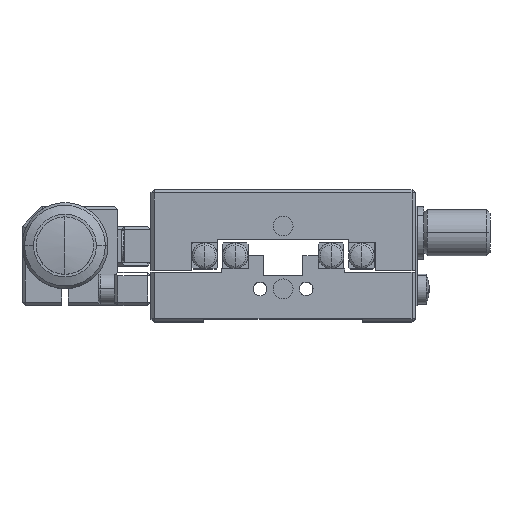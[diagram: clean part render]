
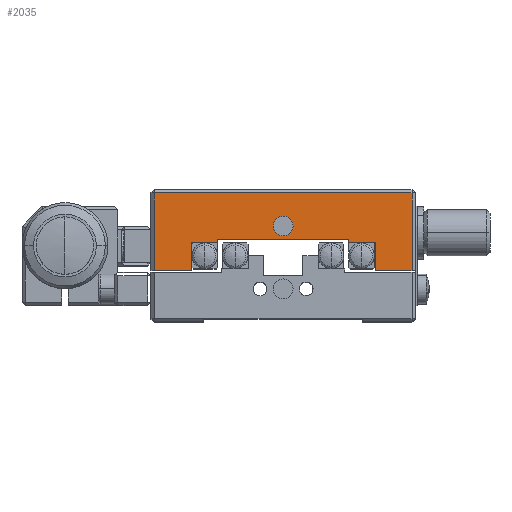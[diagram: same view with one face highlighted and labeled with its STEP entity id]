
A CAD part, top view. The second image highlights one B-rep face of the part: STEP entity #2035.
In plain terms, the highlighted planar face has unit normal (0, 0, 1).
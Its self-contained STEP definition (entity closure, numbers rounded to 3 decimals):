
#184 = DIRECTION ( 'NONE',  ( 0., -1., 0. ) ) ;
#257 = LINE ( 'NONE', #15688, #19711 ) ;
#491 = ORIENTED_EDGE ( 'NONE', *, *, #4163, .F. ) ;
#945 = CARTESIAN_POINT ( 'NONE',  ( -19.997, -3.152, 71.3 ) ) ;
#968 = VERTEX_POINT ( 'NONE', #8679 ) ;
#1042 = EDGE_LOOP ( 'NONE', ( #10795, #21293, #4634, #15295, #14244, #491, #5432, #7048, #11302, #10248, #7205, #14850 ) ) ;
#1282 = VERTEX_POINT ( 'NONE', #16455 ) ;
#1389 = CARTESIAN_POINT ( 'NONE',  ( -14.297, 1.048, 71.3 ) ) ;
#1432 = LINE ( 'NONE', #19769, #4817 ) ;
#1710 = DIRECTION ( 'NONE',  ( -1., 0., 0. ) ) ;
#1825 = DIRECTION ( 'NONE',  ( 1., 0., 0. ) ) ;
#1874 = CARTESIAN_POINT ( 'NONE',  ( 19.003, -3.152, 71.3 ) ) ;
#2035 = ADVANCED_FACE ( 'NONE', ( #15804, #17753 ), #5655, .T. ) ;
#2294 = LINE ( 'NONE', #20713, #13880 ) ;
#2365 = DIRECTION ( 'NONE',  ( 0., 0., 1. ) ) ;
#2424 = LINE ( 'NONE', #20256, #2696 ) ;
#2696 = VECTOR ( 'NONE', #11358, 1000. ) ;
#3109 = CIRCLE ( 'NONE', #3877, 1.5 ) ;
#3595 = CARTESIAN_POINT ( 'NONE',  ( 19.503, 8.548, 71.3 ) ) ;
#3670 = DIRECTION ( 'NONE',  ( 0., 1., 0. ) ) ;
#3877 = AXIS2_PLACEMENT_3D ( 'NONE', #20735, #13507, #11770 ) ;
#4016 = EDGE_CURVE ( 'NONE', #6226, #18388, #6366, .T. ) ;
#4089 = CARTESIAN_POINT ( 'NONE',  ( 19.003, -3.152, 71.3 ) ) ;
#4163 = EDGE_CURVE ( 'NONE', #4402, #18870, #19149, .T. ) ;
#4402 = VERTEX_POINT ( 'NONE', #1389 ) ;
#4634 = ORIENTED_EDGE ( 'NONE', *, *, #4016, .T. ) ;
#4817 = VECTOR ( 'NONE', #21566, 1000. ) ;
#4866 = DIRECTION ( 'NONE',  ( -1., 0., 0. ) ) ;
#4896 = VERTEX_POINT ( 'NONE', #22630 ) ;
#4989 = CARTESIAN_POINT ( 'NONE',  ( 13.503, 1.048, 71.3 ) ) ;
#5255 = VERTEX_POINT ( 'NONE', #22218 ) ;
#5265 = EDGE_CURVE ( 'NONE', #6448, #10968, #9801, .T. ) ;
#5300 = CARTESIAN_POINT ( 'NONE',  ( -10.397, 1.048, 71.3 ) ) ;
#5432 = ORIENTED_EDGE ( 'NONE', *, *, #11165, .F. ) ;
#5655 = PLANE ( 'NONE',  #13781 ) ;
#5733 = CARTESIAN_POINT ( 'NONE',  ( 13.503, 1.048, 71.3 ) ) ;
#5736 = VECTOR ( 'NONE', #184, 1000. ) ;
#5767 = CARTESIAN_POINT ( 'NONE',  ( -19.997, 8.548, 71.3 ) ) ;
#5819 = VECTOR ( 'NONE', #20486, 1000. ) ;
#6101 = EDGE_CURVE ( 'NONE', #1282, #22984, #2424, .T. ) ;
#6226 = VERTEX_POINT ( 'NONE', #20638 ) ;
#6265 = ORIENTED_EDGE ( 'NONE', *, *, #22318, .T. ) ;
#6366 = LINE ( 'NONE', #3595, #7522 ) ;
#6448 = VERTEX_POINT ( 'NONE', #22581 ) ;
#6822 = DIRECTION ( 'NONE',  ( 0., -1., 0. ) ) ;
#7048 = ORIENTED_EDGE ( 'NONE', *, *, #6101, .F. ) ;
#7205 = ORIENTED_EDGE ( 'NONE', *, *, #15053, .F. ) ;
#7265 = DIRECTION ( 'NONE',  ( 0., 0., -1. ) ) ;
#7407 = CARTESIAN_POINT ( 'NONE',  ( 19.503, -3.152, 71.3 ) ) ;
#7522 = VECTOR ( 'NONE', #1710, 1000. ) ;
#8151 = VERTEX_POINT ( 'NONE', #8970 ) ;
#8679 = CARTESIAN_POINT ( 'NONE',  ( -1.997, 3.548, 71.3 ) ) ;
#8970 = CARTESIAN_POINT ( 'NONE',  ( 13.503, 1.048, 71.3 ) ) ;
#9455 = EDGE_CURVE ( 'NONE', #10968, #6226, #10741, .T. ) ;
#9559 = VECTOR ( 'NONE', #6822, 1000. ) ;
#9801 = LINE ( 'NONE', #22072, #5819 ) ;
#10012 = AXIS2_PLACEMENT_3D ( 'NONE', #14474, #7265, #16444 ) ;
#10248 = ORIENTED_EDGE ( 'NONE', *, *, #11123, .T. ) ;
#10741 = LINE ( 'NONE', #1874, #12700 ) ;
#10795 = ORIENTED_EDGE ( 'NONE', *, *, #5265, .T. ) ;
#10968 = VERTEX_POINT ( 'NONE', #4089 ) ;
#11123 = EDGE_CURVE ( 'NONE', #12865, #4896, #18793, .T. ) ;
#11165 = EDGE_CURVE ( 'NONE', #22984, #4402, #17119, .T. ) ;
#11302 = ORIENTED_EDGE ( 'NONE', *, *, #16429, .F. ) ;
#11306 = EDGE_CURVE ( 'NONE', #5255, #968, #22448, .T. ) ;
#11358 = DIRECTION ( 'NONE',  ( 0., -1., 0. ) ) ;
#11644 = VECTOR ( 'NONE', #1825, 1000. ) ;
#11770 = DIRECTION ( 'NONE',  ( -1., 0., 0. ) ) ;
#12259 = LINE ( 'NONE', #5733, #5736 ) ;
#12342 = CARTESIAN_POINT ( 'NONE',  ( 9.403, 1.548, 71.3 ) ) ;
#12700 = VECTOR ( 'NONE', #3670, 1000. ) ;
#12865 = VERTEX_POINT ( 'NONE', #12342 ) ;
#13360 = EDGE_LOOP ( 'NONE', ( #22562, #6265 ) ) ;
#13406 = DIRECTION ( 'NONE',  ( 0., -1., 0. ) ) ;
#13507 = DIRECTION ( 'NONE',  ( 0., 0., -1. ) ) ;
#13781 = AXIS2_PLACEMENT_3D ( 'NONE', #7407, #2365, #18217 ) ;
#13880 = VECTOR ( 'NONE', #13406, 1000. ) ;
#14084 = DIRECTION ( 'NONE',  ( 0., -1., 0. ) ) ;
#14244 = ORIENTED_EDGE ( 'NONE', *, *, #20957, .T. ) ;
#14474 = CARTESIAN_POINT ( 'NONE',  ( -0.497, 3.548, 71.3 ) ) ;
#14488 = LINE ( 'NONE', #21826, #11644 ) ;
#14742 = VERTEX_POINT ( 'NONE', #945 ) ;
#14745 = EDGE_CURVE ( 'NONE', #18388, #14742, #2294, .T. ) ;
#14850 = ORIENTED_EDGE ( 'NONE', *, *, #19912, .T. ) ;
#15053 = EDGE_CURVE ( 'NONE', #8151, #4896, #1432, .T. ) ;
#15295 = ORIENTED_EDGE ( 'NONE', *, *, #14745, .T. ) ;
#15688 = CARTESIAN_POINT ( 'NONE',  ( -10.397, 1.548, 71.3 ) ) ;
#15804 = FACE_OUTER_BOUND ( 'NONE', #1042, .T. ) ;
#16429 = EDGE_CURVE ( 'NONE', #12865, #1282, #257, .T. ) ;
#16444 = DIRECTION ( 'NONE',  ( -1., 0., 0. ) ) ;
#16455 = CARTESIAN_POINT ( 'NONE',  ( -10.397, 1.548, 71.3 ) ) ;
#17119 = LINE ( 'NONE', #4989, #21324 ) ;
#17753 = FACE_BOUND ( 'NONE', #13360, .T. ) ;
#17815 = CARTESIAN_POINT ( 'NONE',  ( -14.297, 1.048, 71.3 ) ) ;
#18217 = DIRECTION ( 'NONE',  ( 1., 0., 0. ) ) ;
#18388 = VERTEX_POINT ( 'NONE', #5767 ) ;
#18793 = LINE ( 'NONE', #23133, #21051 ) ;
#18870 = VERTEX_POINT ( 'NONE', #20039 ) ;
#19149 = LINE ( 'NONE', #17815, #9559 ) ;
#19711 = VECTOR ( 'NONE', #4866, 1000. ) ;
#19769 = CARTESIAN_POINT ( 'NONE',  ( 13.503, 1.048, 71.3 ) ) ;
#19912 = EDGE_CURVE ( 'NONE', #8151, #6448, #12259, .T. ) ;
#20039 = CARTESIAN_POINT ( 'NONE',  ( -14.297, -3.152, 71.3 ) ) ;
#20256 = CARTESIAN_POINT ( 'NONE',  ( -10.397, 1.548, 71.3 ) ) ;
#20486 = DIRECTION ( 'NONE',  ( 1., 0., 0. ) ) ;
#20638 = CARTESIAN_POINT ( 'NONE',  ( 19.003, 8.548, 71.3 ) ) ;
#20713 = CARTESIAN_POINT ( 'NONE',  ( -19.997, -3.152, 71.3 ) ) ;
#20735 = CARTESIAN_POINT ( 'NONE',  ( -0.497, 3.548, 71.3 ) ) ;
#20957 = EDGE_CURVE ( 'NONE', #14742, #18870, #14488, .T. ) ;
#21051 = VECTOR ( 'NONE', #14084, 1000. ) ;
#21223 = DIRECTION ( 'NONE',  ( -1., 0., 0. ) ) ;
#21293 = ORIENTED_EDGE ( 'NONE', *, *, #9455, .T. ) ;
#21324 = VECTOR ( 'NONE', #21223, 1000. ) ;
#21566 = DIRECTION ( 'NONE',  ( -1., 0., 0. ) ) ;
#21826 = CARTESIAN_POINT ( 'NONE',  ( 19.503, -3.152, 71.3 ) ) ;
#22072 = CARTESIAN_POINT ( 'NONE',  ( 19.503, -3.152, 71.3 ) ) ;
#22218 = CARTESIAN_POINT ( 'NONE',  ( 1.003, 3.548, 71.3 ) ) ;
#22318 = EDGE_CURVE ( 'NONE', #968, #5255, #3109, .T. ) ;
#22448 = CIRCLE ( 'NONE', #10012, 1.5 ) ;
#22562 = ORIENTED_EDGE ( 'NONE', *, *, #11306, .T. ) ;
#22581 = CARTESIAN_POINT ( 'NONE',  ( 13.503, -3.152, 71.3 ) ) ;
#22630 = CARTESIAN_POINT ( 'NONE',  ( 9.403, 1.048, 71.3 ) ) ;
#22984 = VERTEX_POINT ( 'NONE', #5300 ) ;
#23133 = CARTESIAN_POINT ( 'NONE',  ( 9.403, 1.548, 71.3 ) ) ;
